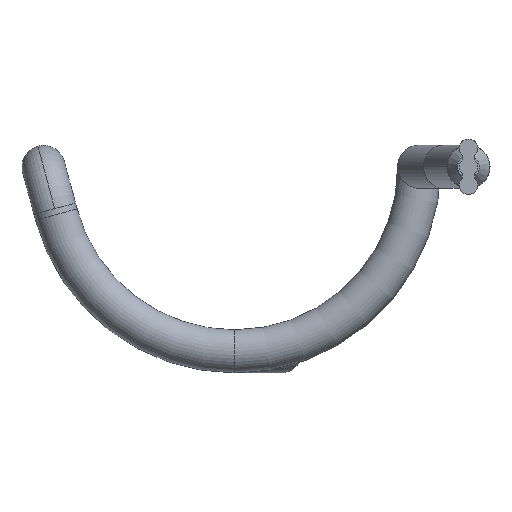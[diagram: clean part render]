
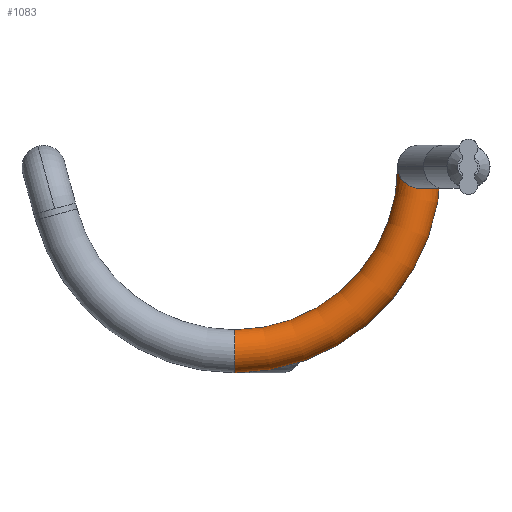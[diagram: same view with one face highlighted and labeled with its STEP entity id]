
A CAD part, left-side view. The second image highlights one B-rep face of the part: STEP entity #1083.
In plain terms, the highlighted toroidal (fillet/blend) face has major radius 30 mm and minor radius 3.5 mm.
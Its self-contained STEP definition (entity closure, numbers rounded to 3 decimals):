
#12 = CARTESIAN_POINT ( 'NONE',  ( -48.076, -33.5, -0.08 ) ) ;
#32 = AXIS2_PLACEMENT_3D ( 'NONE', #818, #1169, #905 ) ;
#45 = VERTEX_POINT ( 'NONE', #522 ) ;
#88 = CARTESIAN_POINT ( 'NONE',  ( -49.985, -27.017, -1.883 ) ) ;
#96 = CARTESIAN_POINT ( 'NONE',  ( -50.667, -27.601, -2.56 ) ) ;
#109 = ORIENTED_EDGE ( 'NONE', *, *, #786, .F. ) ;
#114 = CARTESIAN_POINT ( 'NONE',  ( -51.447, -30.443, -3.481 ) ) ;
#147 = CARTESIAN_POINT ( 'NONE',  ( -51.391, -28.897, -3.333 ) ) ;
#151 = B_SPLINE_CURVE_WITH_KNOTS ( 'NONE', 3,
 ( #830, #356, #1338, #715, #1225, #232, #1239, #347, #88, #843, #96, #603, #859, #646, #147, #536, #1145, #750 ),
 .UNSPECIFIED., .F., .F.,
 ( 4, 2, 2, 2, 2, 2, 2, 2, 4 ),
 ( 0., 0., 0.001, 0.002, 0.003, 0.004, 0.005, 0.006, 0.007 ),
 .UNSPECIFIED. ) ;
#158 = B_SPLINE_CURVE_WITH_KNOTS ( 'NONE', 3,
 ( #570, #1076, #1339, #1450, #328, #1332, #1208, #1216, #371, #497, #1510, #1287, #1528, #1160, #645, #1632, #12, #411 ),
 .UNSPECIFIED., .F., .F.,
 ( 4, 2, 2, 2, 2, 2, 2, 2, 4 ),
 ( 0.008, 0.009, 0.009, 0.011, 0.011, 0.012, 0.013, 0.013, 0.013 ),
 .UNSPECIFIED. ) ;
#225 = CARTESIAN_POINT ( 'NONE',  ( -48., 0., 0. ) ) ;
#232 = CARTESIAN_POINT ( 'NONE',  ( -48.811, -26.579, -0.764 ) ) ;
#274 = AXIS2_PLACEMENT_3D ( 'NONE', #1471, #1611, #1096 ) ;
#313 = DIRECTION ( 'NONE',  ( 0., 0., -1. ) ) ;
#328 = CARTESIAN_POINT ( 'NONE',  ( -50.713, -32.097, -2.809 ) ) ;
#330 = CIRCLE ( 'NONE', #274, 33.5 ) ;
#345 = DIRECTION ( 'NONE',  ( 0., 0., -1. ) ) ;
#347 = CARTESIAN_POINT ( 'NONE',  ( -49.599, -26.819, -1.512 ) ) ;
#356 = CARTESIAN_POINT ( 'NONE',  ( -48.101, -26.5, -0.095 ) ) ;
#371 = CARTESIAN_POINT ( 'NONE',  ( -49.512, -33.123, -1.589 ) ) ;
#411 = CARTESIAN_POINT ( 'NONE',  ( -48., -33.5, 0. ) ) ;
#441 = B_SPLINE_CURVE_WITH_KNOTS ( 'NONE', 3,
 ( #741, #1508, #114, #768, #866, #1525 ),
 .UNSPECIFIED., .F., .F.,
 ( 4, 2, 4 ),
 ( 0.003, 0.003, 0.004 ),
 .UNSPECIFIED. ) ;
#450 = ORIENTED_EDGE ( 'NONE', *, *, #1609, .T. ) ;
#483 = ORIENTED_EDGE ( 'NONE', *, *, #1136, .F. ) ;
#484 = TOROIDAL_SURFACE ( 'NONE', #718, 30., 3.5 ) ;
#497 = CARTESIAN_POINT ( 'NONE',  ( -49.218, -33.261, -1.283 ) ) ;
#522 = CARTESIAN_POINT ( 'NONE',  ( -48., 0., -26.5 ) ) ;
#536 = CARTESIAN_POINT ( 'NONE',  ( -51.493, -29.439, -3.466 ) ) ;
#565 = ORIENTED_EDGE ( 'NONE', *, *, #1542, .T. ) ;
#570 = CARTESIAN_POINT ( 'NONE',  ( -51.213, -31.216, -3.282 ) ) ;
#579 = DIRECTION ( 'NONE',  ( 1., 0., 0. ) ) ;
#603 = CARTESIAN_POINT ( 'NONE',  ( -50.961, -27.972, -2.863 ) ) ;
#612 = ORIENTED_EDGE ( 'NONE', *, *, #1240, .F. ) ;
#624 = CARTESIAN_POINT ( 'NONE',  ( -48., 0., -33.5 ) ) ;
#645 = CARTESIAN_POINT ( 'NONE',  ( -48.308, -33.486, -0.325 ) ) ;
#646 = CARTESIAN_POINT ( 'NONE',  ( -51.309, -28.646, -3.238 ) ) ;
#715 = CARTESIAN_POINT ( 'NONE',  ( -48.408, -26.52, -0.384 ) ) ;
#718 = AXIS2_PLACEMENT_3D ( 'NONE', #225, #579, #345 ) ;
#723 = VERTEX_POINT ( 'NONE', #986 ) ;
#741 = CARTESIAN_POINT ( 'NONE',  ( -51.492, -30.034, -3.5 ) ) ;
#750 = CARTESIAN_POINT ( 'NONE',  ( -51.494, -30., -3.5 ) ) ;
#768 = CARTESIAN_POINT ( 'NONE',  ( -51.351, -30.844, -3.408 ) ) ;
#772 = CIRCLE ( 'NONE', #931, 26.5 ) ;
#786 = EDGE_CURVE ( 'NONE', #1143, #1486, #151, .T. ) ;
#797 = FACE_OUTER_BOUND ( 'NONE', #1438, .T. ) ;
#818 = CARTESIAN_POINT ( 'NONE',  ( -48., 0., -30. ) ) ;
#823 = EDGE_CURVE ( 'NONE', #1486, #856, #902, .T. ) ;
#825 = CIRCLE ( 'NONE', #32, 3.5 ) ;
#830 = CARTESIAN_POINT ( 'NONE',  ( -48., -26.5, 0. ) ) ;
#843 = CARTESIAN_POINT ( 'NONE',  ( -50.502, -27.438, -2.395 ) ) ;
#856 = VERTEX_POINT ( 'NONE', #1407 ) ;
#859 = CARTESIAN_POINT ( 'NONE',  ( -51.092, -28.178, -3. ) ) ;
#866 = CARTESIAN_POINT ( 'NONE',  ( -51.287, -31.036, -3.354 ) ) ;
#877 = ORIENTED_EDGE ( 'NONE', *, *, #1448, .F. ) ;
#880 = CARTESIAN_POINT ( 'NONE',  ( -51.492, -30.034, -3.5 ) ) ;
#899 = CARTESIAN_POINT ( 'NONE',  ( -51.493, -30.023, -3.5 ) ) ;
#902 = B_SPLINE_CURVE_WITH_KNOTS ( 'NONE', 3,
 ( #1634, #1378, #899, #880 ),
 .UNSPECIFIED., .F., .F.,
 ( 4, 4 ),
 ( 0.007, 0.007 ),
 .UNSPECIFIED. ) ;
#905 = DIRECTION ( 'NONE',  ( 0., 0., -1. ) ) ;
#913 = CARTESIAN_POINT ( 'NONE',  ( -48., 0., 0. ) ) ;
#931 = AXIS2_PLACEMENT_3D ( 'NONE', #913, #1079, #313 ) ;
#936 = CARTESIAN_POINT ( 'NONE',  ( -51.213, -31.216, -3.282 ) ) ;
#960 = VERTEX_POINT ( 'NONE', #936 ) ;
#986 = CARTESIAN_POINT ( 'NONE',  ( -48., -33.5, 0. ) ) ;
#1076 = CARTESIAN_POINT ( 'NONE',  ( -51.132, -31.412, -3.209 ) ) ;
#1079 = DIRECTION ( 'NONE',  ( 1., 0., 0. ) ) ;
#1083 = ADVANCED_FACE ( 'NONE', ( #797 ), #484, .T. ) ;
#1096 = DIRECTION ( 'NONE',  ( 0., 0., -1. ) ) ;
#1136 = EDGE_CURVE ( 'NONE', #723, #1459, #330, .T. ) ;
#1143 = VERTEX_POINT ( 'NONE', #1222 ) ;
#1145 = CARTESIAN_POINT ( 'NONE',  ( -51.51, -29.718, -3.5 ) ) ;
#1160 = CARTESIAN_POINT ( 'NONE',  ( -48.384, -33.477, -0.406 ) ) ;
#1169 = DIRECTION ( 'NONE',  ( 0., -1., 0. ) ) ;
#1208 = CARTESIAN_POINT ( 'NONE',  ( -50.077, -32.765, -2.173 ) ) ;
#1216 = CARTESIAN_POINT ( 'NONE',  ( -49.655, -33.043, -1.738 ) ) ;
#1222 = CARTESIAN_POINT ( 'NONE',  ( -48., -26.5, 0. ) ) ;
#1225 = CARTESIAN_POINT ( 'NONE',  ( -48.509, -26.532, -0.479 ) ) ;
#1239 = CARTESIAN_POINT ( 'NONE',  ( -49.01, -26.626, -0.952 ) ) ;
#1240 = EDGE_CURVE ( 'NONE', #856, #960, #441, .T. ) ;
#1287 = CARTESIAN_POINT ( 'NONE',  ( -48.766, -33.409, -0.808 ) ) ;
#1332 = CARTESIAN_POINT ( 'NONE',  ( -50.35, -32.527, -2.45 ) ) ;
#1338 = CARTESIAN_POINT ( 'NONE',  ( -48.205, -26.504, -0.193 ) ) ;
#1339 = CARTESIAN_POINT ( 'NONE',  ( -51.037, -31.597, -3.121 ) ) ;
#1378 = CARTESIAN_POINT ( 'NONE',  ( -51.493, -30.011, -3.5 ) ) ;
#1392 = CARTESIAN_POINT ( 'NONE',  ( -51.494, -30., -3.5 ) ) ;
#1407 = CARTESIAN_POINT ( 'NONE',  ( -51.492, -30.034, -3.5 ) ) ;
#1438 = EDGE_LOOP ( 'NONE', ( #483, #877, #612, #1509, #109, #565, #450 ) ) ;
#1448 = EDGE_CURVE ( 'NONE', #960, #723, #158, .T. ) ;
#1450 = CARTESIAN_POINT ( 'NONE',  ( -50.826, -31.94, -2.92 ) ) ;
#1459 = VERTEX_POINT ( 'NONE', #624 ) ;
#1471 = CARTESIAN_POINT ( 'NONE',  ( -48., 0., 0. ) ) ;
#1486 = VERTEX_POINT ( 'NONE', #1392 ) ;
#1508 = CARTESIAN_POINT ( 'NONE',  ( -51.478, -30.24, -3.498 ) ) ;
#1509 = ORIENTED_EDGE ( 'NONE', *, *, #823, .F. ) ;
#1510 = CARTESIAN_POINT ( 'NONE',  ( -49.068, -33.318, -1.126 ) ) ;
#1525 = CARTESIAN_POINT ( 'NONE',  ( -51.213, -31.216, -3.282 ) ) ;
#1528 = CARTESIAN_POINT ( 'NONE',  ( -48.614, -33.443, -0.648 ) ) ;
#1542 = EDGE_CURVE ( 'NONE', #1143, #45, #772, .T. ) ;
#1609 = EDGE_CURVE ( 'NONE', #45, #1459, #825, .T. ) ;
#1611 = DIRECTION ( 'NONE',  ( 1., 0., 0. ) ) ;
#1632 = CARTESIAN_POINT ( 'NONE',  ( -48.154, -33.497, -0.163 ) ) ;
#1634 = CARTESIAN_POINT ( 'NONE',  ( -51.494, -30., -3.5 ) ) ;
